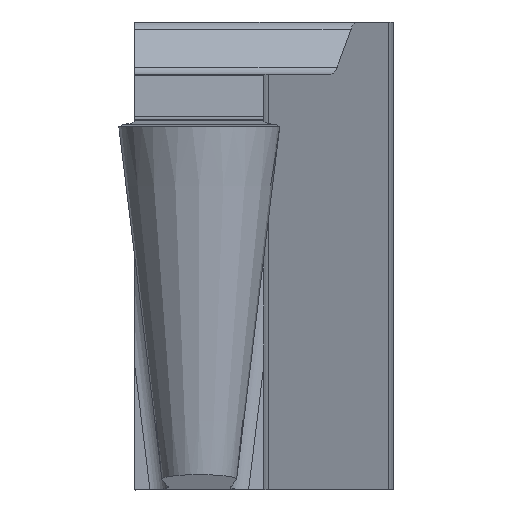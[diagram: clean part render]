
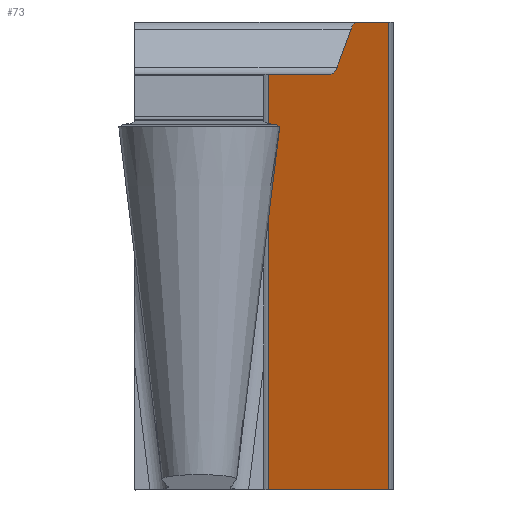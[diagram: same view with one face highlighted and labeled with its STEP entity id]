
A CAD part, front view. The second image highlights one B-rep face of the part: STEP entity #73.
In plain terms, the highlighted planar face has unit normal (0.94, -0.342, 0).
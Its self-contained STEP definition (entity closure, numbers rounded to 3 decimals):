
#73=ADVANCED_FACE('',(#128),#106,.F.);
#106=PLANE('',#784);
#128=FACE_OUTER_BOUND('',#165,.T.);
#165=EDGE_LOOP('',(#309,#310,#311,#312,#313,#314,#315,#316));
#198=ELLIPSE('',#782,0.319,0.3);
#199=ELLIPSE('',#783,0.319,0.3);
#309=ORIENTED_EDGE('',*,*,#555,.T.);
#310=ORIENTED_EDGE('',*,*,#556,.T.);
#311=ORIENTED_EDGE('',*,*,#557,.F.);
#312=ORIENTED_EDGE('',*,*,#558,.T.);
#313=ORIENTED_EDGE('',*,*,#559,.F.);
#314=ORIENTED_EDGE('',*,*,#560,.T.);
#315=ORIENTED_EDGE('',*,*,#541,.T.);
#316=ORIENTED_EDGE('',*,*,#545,.T.);
#467=VERTEX_POINT('',#1305);
#468=VERTEX_POINT('',#1307);
#470=VERTEX_POINT('',#1313);
#478=VERTEX_POINT('',#1335);
#479=VERTEX_POINT('',#1337);
#480=VERTEX_POINT('',#1339);
#481=VERTEX_POINT('',#1341);
#482=VERTEX_POINT('',#1343);
#541=EDGE_CURVE('',#468,#467,#607,.T.);
#545=EDGE_CURVE('',#467,#470,#609,.T.);
#555=EDGE_CURVE('',#470,#478,#617,.T.);
#556=EDGE_CURVE('',#478,#479,#198,.T.);
#557=EDGE_CURVE('',#480,#479,#618,.T.);
#558=EDGE_CURVE('',#480,#481,#199,.T.);
#559=EDGE_CURVE('',#482,#481,#619,.T.);
#560=EDGE_CURVE('',#482,#468,#620,.T.);
#607=LINE('',#1306,#662);
#609=LINE('',#1314,#664);
#617=LINE('',#1334,#672);
#618=LINE('',#1338,#673);
#619=LINE('',#1342,#674);
#620=LINE('',#1344,#675);
#662=VECTOR('',#901,1.);
#664=VECTOR('',#909,1.);
#672=VECTOR('',#927,1.);
#673=VECTOR('',#930,1.);
#674=VECTOR('',#933,1.);
#675=VECTOR('',#934,1.);
#782=AXIS2_PLACEMENT_3D('',#1336,#928,#929);
#783=AXIS2_PLACEMENT_3D('',#1340,#931,#932);
#784=AXIS2_PLACEMENT_3D('',#1345,#935,#936);
#901=DIRECTION('',(0.342,0.94,0.));
#909=DIRECTION('',(0.,0.,1.));
#927=DIRECTION('',(-0.342,-0.94,0.));
#928=DIRECTION('',(0.94,-0.342,0.));
#929=DIRECTION('',(-0.342,-0.94,0.));
#930=DIRECTION('',(0.249,0.685,0.685));
#931=DIRECTION('',(-0.94,0.342,0.));
#932=DIRECTION('',(-0.342,-0.94,0.));
#933=DIRECTION('',(0.342,0.94,0.));
#934=DIRECTION('',(0.,0.,-1.));
#935=DIRECTION('',(-0.94,0.342,0.));
#936=DIRECTION('',(-0.342,-0.94,0.));
#1305=CARTESIAN_POINT('',(1.54,-3.97,-4.495));
#1306=CARTESIAN_POINT('',(0.,-8.2,-4.495));
#1307=CARTESIAN_POINT('',(0.06,-8.034,-4.495));
#1313=CARTESIAN_POINT('',(1.54,-3.97,1.295));
#1314=CARTESIAN_POINT('',(1.54,-3.97,5.));
#1334=CARTESIAN_POINT('',(0.083,-7.973,1.295));
#1335=CARTESIAN_POINT('',(1.155,-5.026,1.295));
#1336=CARTESIAN_POINT('',(1.155,-5.026,0.995));
#1337=CARTESIAN_POINT('',(1.078,-5.238,1.208));
#1338=CARTESIAN_POINT('',(1.153,-5.033,1.413));
#1339=CARTESIAN_POINT('',(0.907,-5.708,0.738));
#1340=CARTESIAN_POINT('',(0.83,-5.92,0.95));
#1341=CARTESIAN_POINT('',(0.83,-5.92,0.65));
#1342=CARTESIAN_POINT('',(0.,-8.2,0.65));
#1343=CARTESIAN_POINT('',(0.06,-8.034,0.65));
#1344=CARTESIAN_POINT('',(0.06,-8.034,-5.996));
#1345=CARTESIAN_POINT('',(0.,-8.2,5.));
